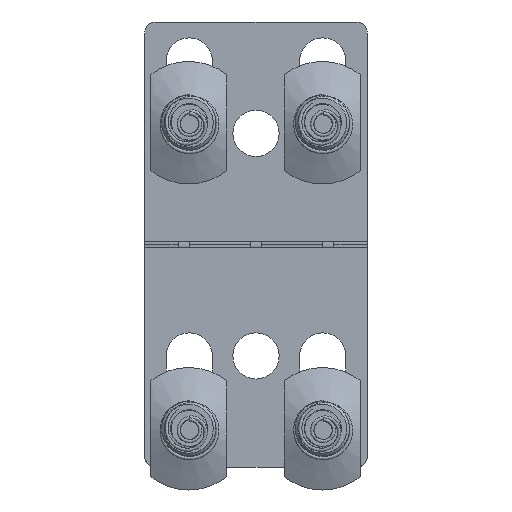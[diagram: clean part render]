
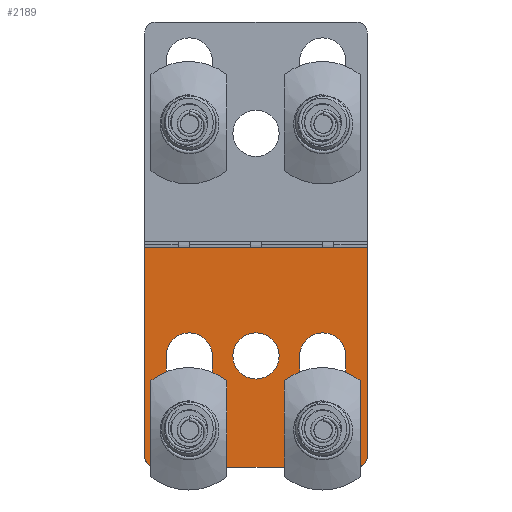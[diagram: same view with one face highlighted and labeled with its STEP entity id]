
A CAD part, left-side view. The second image highlights one B-rep face of the part: STEP entity #2189.
In plain terms, the highlighted planar face has unit normal (-1, 0, 0).
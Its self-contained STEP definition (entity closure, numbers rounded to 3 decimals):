
#213=PLANE('',#2395);
#272=FACE_BOUND('',#525,.T.);
#273=FACE_BOUND('',#526,.T.);
#274=FACE_BOUND('',#527,.T.);
#374=FACE_OUTER_BOUND('',#524,.T.);
#524=EDGE_LOOP('',(#1852,#1853,#1854,#1855,#1856,#1857));
#525=EDGE_LOOP('',(#1858,#1859,#1860,#1861));
#526=EDGE_LOOP('',(#1862));
#527=EDGE_LOOP('',(#1863,#1864,#1865,#1866));
#688=LINE('',#3563,#846);
#692=LINE('',#3575,#850);
#696=LINE('',#3587,#854);
#700=LINE('',#3599,#858);
#734=LINE('',#3851,#892);
#735=LINE('',#3853,#893);
#736=LINE('',#3855,#894);
#737=LINE('',#3856,#895);
#846=VECTOR('',#2749,13.);
#850=VECTOR('',#2761,13.);
#854=VECTOR('',#2773,13.);
#858=VECTOR('',#2785,13.);
#892=VECTOR('',#2883,36.);
#893=VECTOR('',#2884,37.4);
#894=VECTOR('',#2885,40.);
#895=VECTOR('',#2886,37.4);
#977=CIRCLE('',#2349,4.15);
#980=CIRCLE('',#2354,4.15);
#982=CIRCLE('',#2358,4.15);
#984=CIRCLE('',#2362,4.15);
#986=CIRCLE('',#2366,4.15);
#992=CIRCLE('',#2378,2.);
#993=CIRCLE('',#2381,2.);
#1113=VERTEX_POINT('',#3552);
#1117=VERTEX_POINT('',#3560);
#1118=VERTEX_POINT('',#3562);
#1120=VERTEX_POINT('',#3568);
#1122=VERTEX_POINT('',#3574);
#1125=VERTEX_POINT('',#3584);
#1126=VERTEX_POINT('',#3586);
#1128=VERTEX_POINT('',#3592);
#1130=VERTEX_POINT('',#3598);
#1145=VERTEX_POINT('',#3789);
#1146=VERTEX_POINT('',#3791);
#1153=VERTEX_POINT('',#3809);
#1154=VERTEX_POINT('',#3811);
#1163=VERTEX_POINT('',#3852);
#1164=VERTEX_POINT('',#3854);
#1344=EDGE_CURVE('',#1113,#1113,#977,.T.);
#1348=EDGE_CURVE('',#1118,#1117,#688,.T.);
#1351=EDGE_CURVE('',#1120,#1118,#980,.T.);
#1354=EDGE_CURVE('',#1122,#1120,#692,.T.);
#1357=EDGE_CURVE('',#1117,#1122,#982,.T.);
#1360=EDGE_CURVE('',#1126,#1125,#696,.T.);
#1363=EDGE_CURVE('',#1128,#1126,#984,.T.);
#1366=EDGE_CURVE('',#1130,#1128,#700,.T.);
#1369=EDGE_CURVE('',#1125,#1130,#986,.T.);
#1389=EDGE_CURVE('',#1146,#1145,#992,.T.);
#1399=EDGE_CURVE('',#1154,#1153,#993,.T.);
#1420=EDGE_CURVE('',#1154,#1145,#734,.T.);
#1421=EDGE_CURVE('',#1163,#1153,#735,.T.);
#1422=EDGE_CURVE('',#1163,#1164,#736,.T.);
#1423=EDGE_CURVE('',#1164,#1146,#737,.T.);
#1852=ORIENTED_EDGE('',*,*,#1389,.T.);
#1853=ORIENTED_EDGE('',*,*,#1420,.F.);
#1854=ORIENTED_EDGE('',*,*,#1399,.T.);
#1855=ORIENTED_EDGE('',*,*,#1421,.F.);
#1856=ORIENTED_EDGE('',*,*,#1422,.T.);
#1857=ORIENTED_EDGE('',*,*,#1423,.T.);
#1858=ORIENTED_EDGE('',*,*,#1366,.T.);
#1859=ORIENTED_EDGE('',*,*,#1363,.T.);
#1860=ORIENTED_EDGE('',*,*,#1360,.T.);
#1861=ORIENTED_EDGE('',*,*,#1369,.T.);
#1862=ORIENTED_EDGE('',*,*,#1344,.T.);
#1863=ORIENTED_EDGE('',*,*,#1354,.T.);
#1864=ORIENTED_EDGE('',*,*,#1351,.T.);
#1865=ORIENTED_EDGE('',*,*,#1348,.T.);
#1866=ORIENTED_EDGE('',*,*,#1357,.T.);
#2189=ADVANCED_FACE('',(#374,#272,#273,#274),#213,.T.);
#2349=AXIS2_PLACEMENT_3D('',#3553,#2741,#2742);
#2354=AXIS2_PLACEMENT_3D('',#3569,#2755,#2756);
#2358=AXIS2_PLACEMENT_3D('',#3579,#2767,#2768);
#2362=AXIS2_PLACEMENT_3D('',#3593,#2779,#2780);
#2366=AXIS2_PLACEMENT_3D('',#3603,#2791,#2792);
#2378=AXIS2_PLACEMENT_3D('',#3792,#2822,#2823);
#2381=AXIS2_PLACEMENT_3D('',#3812,#2837,#2838);
#2395=AXIS2_PLACEMENT_3D('',#3850,#2881,#2882);
#2741=DIRECTION('center_axis',(1.,0.,0.));
#2742=DIRECTION('ref_axis',(0.,0.,1.));
#2749=DIRECTION('',(0.,0.,1.));
#2755=DIRECTION('center_axis',(1.,0.,0.));
#2756=DIRECTION('ref_axis',(0.,-1.,0.));
#2761=DIRECTION('',(0.,0.,-1.));
#2767=DIRECTION('center_axis',(1.,0.,0.));
#2768=DIRECTION('ref_axis',(0.,1.,0.));
#2773=DIRECTION('',(0.,0.,1.));
#2779=DIRECTION('center_axis',(1.,0.,0.));
#2780=DIRECTION('ref_axis',(0.,-1.,0.));
#2785=DIRECTION('',(0.,0.,-1.));
#2791=DIRECTION('center_axis',(1.,0.,0.));
#2792=DIRECTION('ref_axis',(0.,1.,0.));
#2822=DIRECTION('center_axis',(-1.,0.,0.));
#2823=DIRECTION('ref_axis',(0.,1.,0.));
#2837=DIRECTION('center_axis',(-1.,0.,0.));
#2838=DIRECTION('ref_axis',(0.,0.,-1.));
#2881=DIRECTION('center_axis',(-1.,0.,0.));
#2882=DIRECTION('ref_axis',(0.,0.,1.));
#2883=DIRECTION('',(0.,1.,0.));
#2884=DIRECTION('',(0.,0.,-1.));
#2885=DIRECTION('',(0.,1.,0.));
#2886=DIRECTION('',(0.,0.,-1.));
#3552=CARTESIAN_POINT('',(0.,0.,-24.15));
#3553=CARTESIAN_POINT('Origin',(0.,0.,-20.));
#3560=CARTESIAN_POINT('',(0.,16.15,-20.));
#3562=CARTESIAN_POINT('',(0.,16.15,-33.));
#3563=CARTESIAN_POINT('',(0.,16.15,-33.));
#3568=CARTESIAN_POINT('',(0.,7.85,-33.));
#3569=CARTESIAN_POINT('Origin',(0.,12.,-33.));
#3574=CARTESIAN_POINT('',(0.,7.85,-20.));
#3575=CARTESIAN_POINT('',(0.,7.85,-20.));
#3579=CARTESIAN_POINT('Origin',(0.,12.,-20.));
#3584=CARTESIAN_POINT('',(0.,-7.85,-20.));
#3586=CARTESIAN_POINT('',(0.,-7.85,-33.));
#3587=CARTESIAN_POINT('',(0.,-7.85,-33.));
#3592=CARTESIAN_POINT('',(0.,-16.15,-33.));
#3593=CARTESIAN_POINT('Origin',(0.,-12.,-33.));
#3598=CARTESIAN_POINT('',(0.,-16.15,-20.));
#3599=CARTESIAN_POINT('',(0.,-16.15,-20.));
#3603=CARTESIAN_POINT('Origin',(0.,-12.,-20.));
#3789=CARTESIAN_POINT('',(0.,18.,-40.));
#3791=CARTESIAN_POINT('',(0.,20.,-38.));
#3792=CARTESIAN_POINT('Origin',(0.,18.,-38.));
#3809=CARTESIAN_POINT('',(0.,-20.,-38.));
#3811=CARTESIAN_POINT('',(0.,-18.,-40.));
#3812=CARTESIAN_POINT('Origin',(0.,-18.,-38.));
#3850=CARTESIAN_POINT('Origin',(0.,-20.,-0.6));
#3851=CARTESIAN_POINT('',(0.,-18.,-40.));
#3852=CARTESIAN_POINT('',(0.,-20.,-0.6));
#3853=CARTESIAN_POINT('',(0.,-20.,-0.6));
#3854=CARTESIAN_POINT('',(0.,20.,-0.6));
#3855=CARTESIAN_POINT('',(0.,-20.,-0.6));
#3856=CARTESIAN_POINT('',(0.,20.,-0.6));
